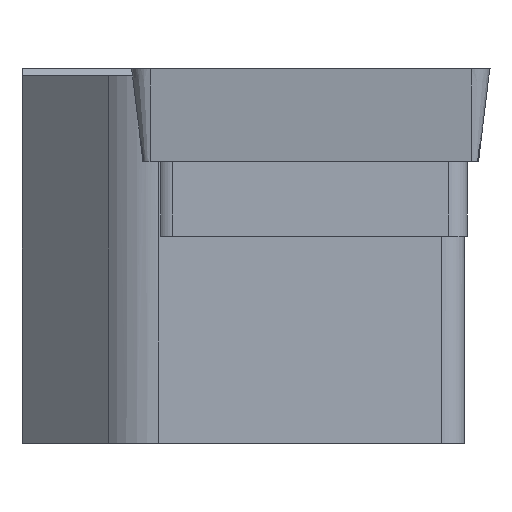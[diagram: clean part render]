
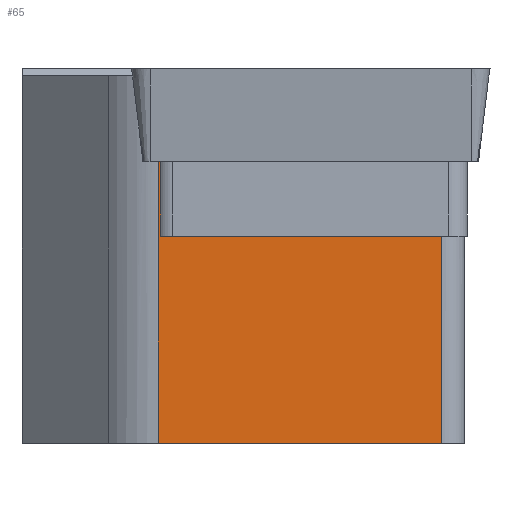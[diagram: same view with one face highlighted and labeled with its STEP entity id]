
A CAD part, left-side view. The second image highlights one B-rep face of the part: STEP entity #65.
In plain terms, the highlighted planar face has unit normal (-1, 0, 0).
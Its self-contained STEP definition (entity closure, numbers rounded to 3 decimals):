
#65=ADVANCED_FACE('',(#117),#91,.F.);
#91=PLANE('',#610);
#117=FACE_OUTER_BOUND('',#147,.T.);
#147=EDGE_LOOP('',(#243,#244,#245,#246,#247,#248));
#243=ORIENTED_EDGE('',*,*,#431,.F.);
#244=ORIENTED_EDGE('',*,*,#432,.F.);
#245=ORIENTED_EDGE('',*,*,#433,.F.);
#246=ORIENTED_EDGE('',*,*,#434,.F.);
#247=ORIENTED_EDGE('',*,*,#412,.T.);
#248=ORIENTED_EDGE('',*,*,#435,.T.);
#354=VERTEX_POINT('',#840);
#355=VERTEX_POINT('',#842);
#371=VERTEX_POINT('',#880);
#372=VERTEX_POINT('',#881);
#373=VERTEX_POINT('',#883);
#374=VERTEX_POINT('',#885);
#412=EDGE_CURVE('',#355,#354,#483,.T.);
#431=EDGE_CURVE('',#371,#372,#497,.T.);
#432=EDGE_CURVE('',#373,#371,#498,.T.);
#433=EDGE_CURVE('',#374,#373,#499,.T.);
#434=EDGE_CURVE('',#355,#374,#500,.T.);
#435=EDGE_CURVE('',#354,#372,#501,.T.);
#483=LINE('',#841,#541);
#497=LINE('',#879,#555);
#498=LINE('',#882,#556);
#499=LINE('',#884,#557);
#500=LINE('',#886,#558);
#501=LINE('',#887,#559);
#541=VECTOR('',#682,1.);
#555=VECTOR('',#712,1.);
#556=VECTOR('',#713,1.);
#557=VECTOR('',#714,1.);
#558=VECTOR('',#715,1.);
#559=VECTOR('',#716,1.);
#610=AXIS2_PLACEMENT_3D('',#888,#717,#718);
#682=DIRECTION('',(0.,0.,1.));
#712=DIRECTION('',(0.,0.,-1.));
#713=DIRECTION('',(0.,-1.,0.));
#714=DIRECTION('',(0.,0.,1.));
#715=DIRECTION('',(0.,1.,0.));
#716=DIRECTION('',(0.,1.,0.));
#717=DIRECTION('',(1.,0.,0.));
#718=DIRECTION('',(0.,1.,0.));
#840=CARTESIAN_POINT('',(1.262,-17.934,-7.15));
#841=CARTESIAN_POINT('',(1.262,-17.934,-30.));
#842=CARTESIAN_POINT('',(1.262,-17.934,-16.));
#879=CARTESIAN_POINT('',(1.262,-5.923,-7.15));
#880=CARTESIAN_POINT('',(1.262,-5.923,-3.97));
#881=CARTESIAN_POINT('',(1.262,-5.923,-7.15));
#882=CARTESIAN_POINT('',(1.262,-17.934,-3.97));
#883=CARTESIAN_POINT('',(1.262,-5.827,-3.97));
#884=CARTESIAN_POINT('',(1.262,-5.827,-30.));
#885=CARTESIAN_POINT('',(1.262,-5.827,-16.));
#886=CARTESIAN_POINT('',(1.262,-17.934,-16.));
#887=CARTESIAN_POINT('',(1.262,-19.616,-7.15));
#888=CARTESIAN_POINT('',(1.262,-17.934,-30.));
